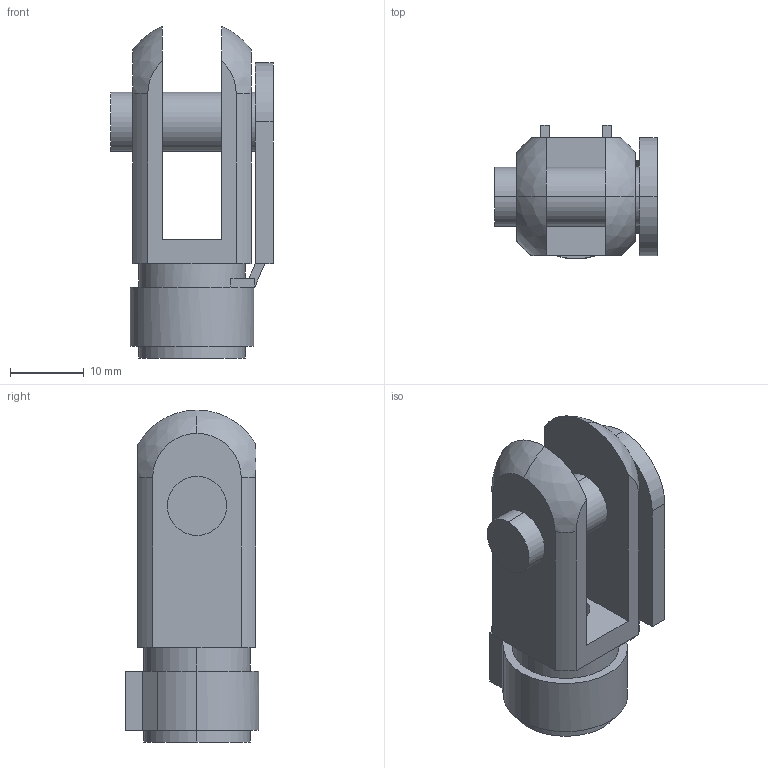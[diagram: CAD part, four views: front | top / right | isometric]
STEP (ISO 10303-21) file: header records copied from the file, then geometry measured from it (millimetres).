
FILE_DESCRIPTION(('STEP AP214'),'1');
FILE_NAME('chape_mf-15020.stp','2017-10-25T06:07:31',('TraceParts'),('TraceParts S.A.'),'Spatial InterOp 3D',' ',' ');
FILE_SCHEMA(('automotive_design'));
Length unit declared in the file: millimetre
Products named in the file (1): chape_mf-15020
Bounding box: 22 x 18.15 x 45 mm (x, y, z)
Volume: 7205.7 mm3; surface area: 5085 mm2
Topology: 1 solids, 1 shells, 74 faces, 201 edges, 132 vertices
Faces by surface type: plane 44, cylinder 24, sphere 4, cone 2
Entity records: 2375 total; most frequent: DIRECTION 422, CARTESIAN_POINT 408, ORIENTED_EDGE 402, EDGE_CURVE 201, AXIS2_PLACEMENT_3D 146, VERTEX_POINT 132, LINE 130, VECTOR 130
